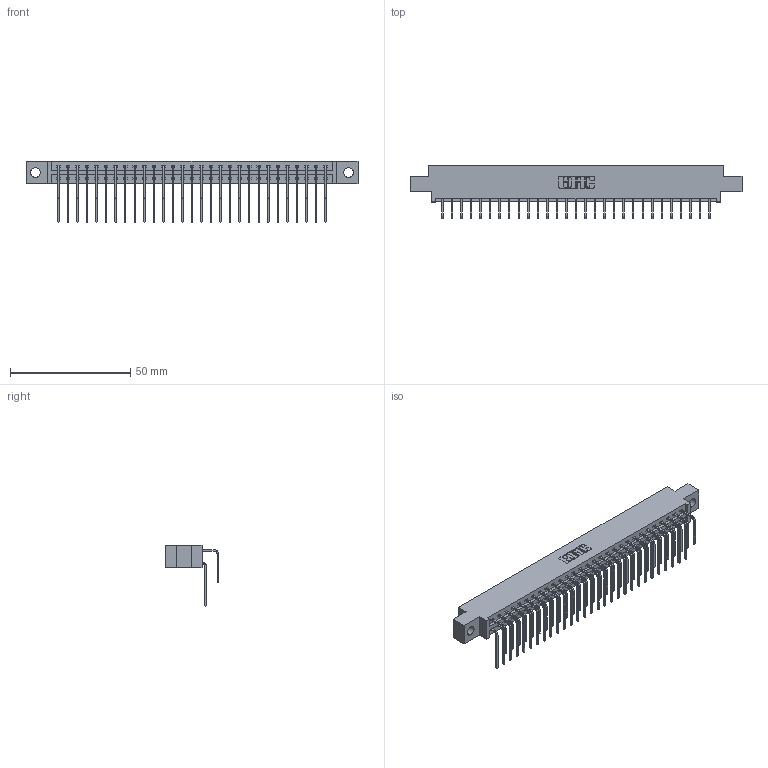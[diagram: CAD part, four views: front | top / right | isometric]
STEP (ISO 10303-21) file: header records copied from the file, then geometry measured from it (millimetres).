
FILE_DESCRIPTION (( 'STEP AP203' ), '1' );
FILE_NAME ('387-058-558-804.STEP', '2019-10-19T10:12:21', ( '' ), ( '' ), 'SwSTEP 2.0', 'SolidWorks 2016', '' );
FILE_SCHEMA (( 'CONFIG_CONTROL_DESIGN' ));
Length unit declared in the file: inch
Products named in the file (4): 387-058-558-804; 345-292-001_558 559 Tail - 1; 337 Part_0.170 Offset - 0.156 Dia-TH; 345-292-001_558 Tail - 2
Assembly tree (59 placements, depth 2):
  387-058-558-804
    337 Part_0.170 Offset - 0.156 Dia-TH
    345-292-001_558 559 Tail - 1  x29
    345-292-001_558 Tail - 2  x29
Bounding box: 137.92 x 22.17 x 25.53 mm (x, y, z)
Volume: 14491.5 mm3; surface area: 17841.6 mm2
Topology: 59 solids, 59 shells, 3366 faces, 10009 edges, 6594 vertices
Faces by surface type: plane 2394, cylinder 972
Entity records: 26085 total; most frequent: CARTESIAN_POINT 4453, ORIENTED_EDGE 4338, DIRECTION 3793, EDGE_CURVE 2169, VECTOR 2001, LINE 2001, VERTEX_POINT 1442, AXIS2_PLACEMENT_3D 896
